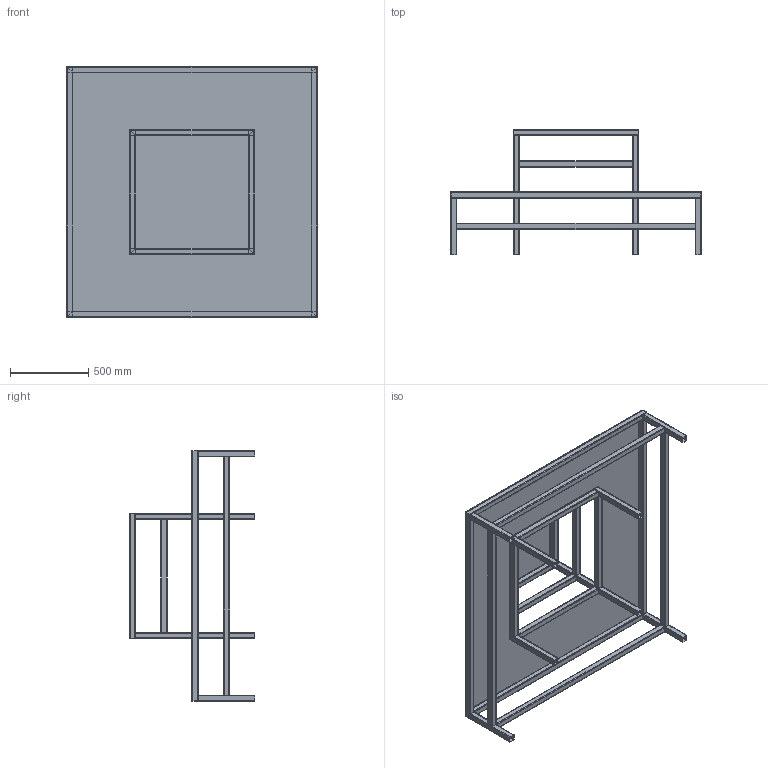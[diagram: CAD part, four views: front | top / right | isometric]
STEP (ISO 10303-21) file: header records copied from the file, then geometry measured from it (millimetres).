
FILE_DESCRIPTION (( 'STEP AP214' ), '1' );
FILE_NAME ('Chaise_Montagne_2020.STEP', '2020-09-10T14:21:30', ( '' ), ( '' ), 'SwSTEP 2.0', 'SolidWorks 2017', '' );
FILE_SCHEMA (( 'AUTOMOTIVE_DESIGN' ));
Length unit declared in the file: millimetre
Products named in the file (4): Chaise_Montagne_2020; Structure_Tube_D‚faut<Brut d''usinage>; Tole_Bas; Tole_Haut
Assembly tree (3 placements, depth 2):
  Chaise_Montagne_2020
    Tole_Bas
    Tole_Haut
    Structure_Tube_D‚faut<Brut d''usinage>
Bounding box: 1600 x 802 x 1600.15 mm (x, y, z)
Volume: 12550624.7 mm3; surface area: 12594300.2 mm2
Topology: 30 solids, 30 shells, 532 faces, 1416 edges, 944 vertices
Faces by surface type: plane 296, cylinder 236
Entity records: 17037 total; most frequent: CARTESIAN_POINT 3282, ORIENTED_EDGE 2832, DIRECTION 2708, EDGE_CURVE 1416, VECTOR 944, VERTEX_POINT 944, LINE 944, AXIS2_PLACEMENT_3D 882
